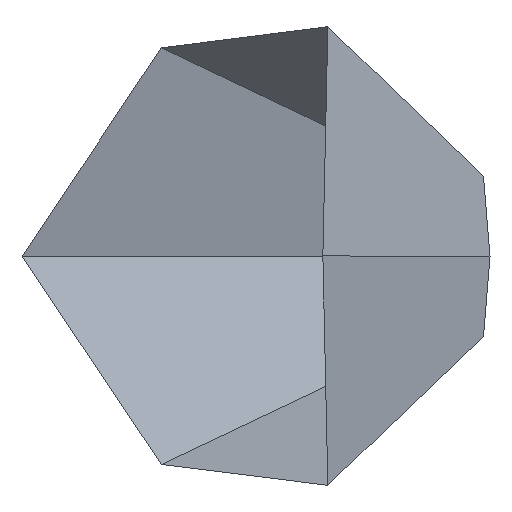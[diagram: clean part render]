
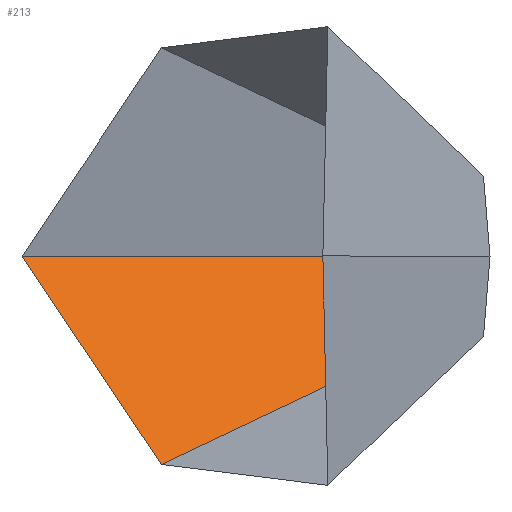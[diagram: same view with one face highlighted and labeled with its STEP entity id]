
A CAD part, top view. The second image highlights one B-rep face of the part: STEP entity #213.
In plain terms, the highlighted planar face has unit normal (-0.247, -0.278, -0.928).
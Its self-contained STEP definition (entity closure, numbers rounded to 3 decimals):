
#13 = DIRECTION ( 'NONE',  ( -0.553, 0.827, -0.1 ) ) ;
#14 = DIRECTION ( 'NONE',  ( 0.966, 0., -0.257 ) ) ;
#32 = EDGE_CURVE ( 'NONE', #196, #323, #111, .T. ) ;
#38 = CARTESIAN_POINT ( 'NONE',  ( 229.432, -51.585, 492.268 ) ) ;
#44 = ORIENTED_EDGE ( 'NONE', *, *, #310, .T. ) ;
#46 = PLANE ( 'NONE',  #243 ) ;
#93 = DIRECTION ( 'NONE',  ( 0., 0.958, -0.287 ) ) ;
#111 = LINE ( 'NONE', #291, #239 ) ;
#113 = CARTESIAN_POINT ( 'NONE',  ( -20.356, 0., 543.17 ) ) ;
#115 = VECTOR ( 'NONE', #119, 1000. ) ;
#119 = DIRECTION ( 'NONE',  ( 0.485, -0.865, 0.13 ) ) ;
#127 = ORIENTED_EDGE ( 'NONE', *, *, #242, .T. ) ;
#139 = EDGE_CURVE ( 'NONE', #323, #171, #277, .T. ) ;
#141 = CARTESIAN_POINT ( 'NONE',  ( 123.11, 138.688, 463.58 ) ) ;
#143 = VECTOR ( 'NONE', #14, 1000. ) ;
#170 = CARTESIAN_POINT ( 'NONE',  ( -20.356, 0., 543.17 ) ) ;
#171 = VERTEX_POINT ( 'NONE', #113 ) ;
#175 = ORIENTED_EDGE ( 'NONE', *, *, #139, .T. ) ;
#180 = ORIENTED_EDGE ( 'NONE', *, *, #32, .T. ) ;
#196 = VERTEX_POINT ( 'NONE', #38 ) ;
#213 = ADVANCED_FACE ( 'NONE', ( #230 ), #46, .T. ) ;
#227 = LINE ( 'NONE', #337, #115 ) ;
#230 = FACE_OUTER_BOUND ( 'NONE', #314, .T. ) ;
#233 = LINE ( 'NONE', #170, #143 ) ;
#239 = VECTOR ( 'NONE', #341, 1000. ) ;
#242 = EDGE_CURVE ( 'NONE', #254, #196, #227, .T. ) ;
#243 = AXIS2_PLACEMENT_3D ( 'NONE', #141, #257, #93 ) ;
#246 = CARTESIAN_POINT ( 'NONE',  ( 66.178, -129.284, 558.867 ) ) ;
#254 = VERTEX_POINT ( 'NONE', #308 ) ;
#257 = DIRECTION ( 'NONE',  ( -0.247, -0.278, -0.928 ) ) ;
#277 = LINE ( 'NONE', #246, #334 ) ;
#291 = CARTESIAN_POINT ( 'NONE',  ( 226.516, -52.973, 493.457 ) ) ;
#306 = CARTESIAN_POINT ( 'NONE',  ( 66.178, -129.284, 558.867 ) ) ;
#308 = CARTESIAN_POINT ( 'NONE',  ( 200.467, 0., 484.527 ) ) ;
#310 = EDGE_CURVE ( 'NONE', #171, #254, #233, .T. ) ;
#314 = EDGE_LOOP ( 'NONE', ( #44, #127, #180, #175 ) ) ;
#323 = VERTEX_POINT ( 'NONE', #306 ) ;
#334 = VECTOR ( 'NONE', #13, 1000. ) ;
#337 = CARTESIAN_POINT ( 'NONE',  ( 122.707, 138.486, 463.747 ) ) ;
#341 = DIRECTION ( 'NONE',  ( -0.847, -0.403, 0.346 ) ) ;
